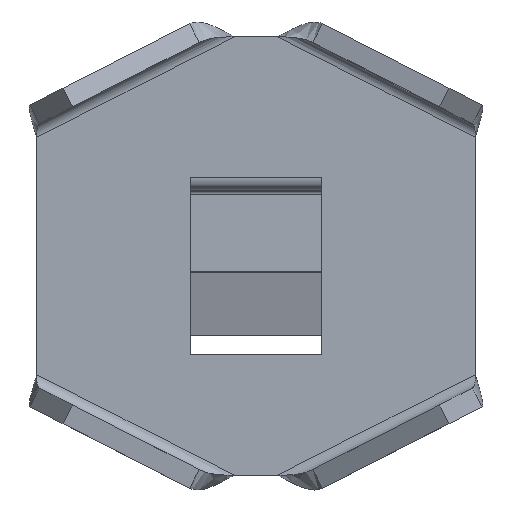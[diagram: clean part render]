
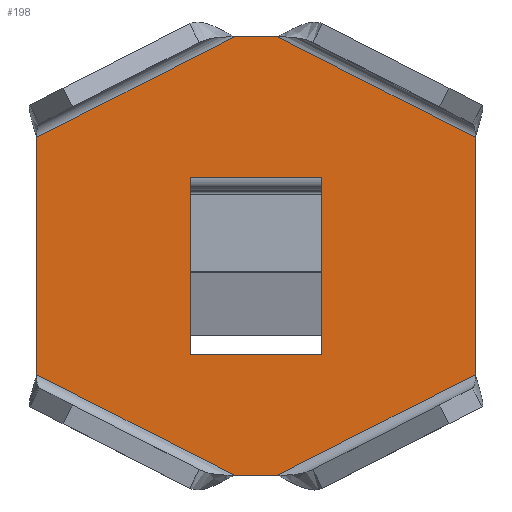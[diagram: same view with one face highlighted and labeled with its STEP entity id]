
A CAD part, top view. The second image highlights one B-rep face of the part: STEP entity #198.
In plain terms, the highlighted planar face has unit normal (0, 0, 1).
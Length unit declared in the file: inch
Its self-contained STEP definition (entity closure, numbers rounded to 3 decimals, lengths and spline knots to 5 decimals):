
#198=ADVANCED_FACE('',(#391,#392),#393,.T.);
#391=FACE_BOUND('',#715,.T.);
#392=FACE_OUTER_BOUND('',#716,.T.);
#393=PLANE('',#717);
#715=EDGE_LOOP('',(#1189,#1190,#1191,#1192));
#716=EDGE_LOOP('',(#1193,#1194,#1195,#1196,#1197,#1198,#1199,#1200));
#717=AXIS2_PLACEMENT_3D('',#1201,#1202,#1203);
#1189=ORIENTED_EDGE('',*,*,#1360,.F.);
#1190=ORIENTED_EDGE('',*,*,#1383,.F.);
#1191=ORIENTED_EDGE('',*,*,#1378,.F.);
#1192=ORIENTED_EDGE('',*,*,#1420,.F.);
#1193=ORIENTED_EDGE('',*,*,#1385,.T.);
#1194=ORIENTED_EDGE('',*,*,#1403,.F.);
#1195=ORIENTED_EDGE('',*,*,#1256,.T.);
#1196=ORIENTED_EDGE('',*,*,#1405,.F.);
#1197=ORIENTED_EDGE('',*,*,#1231,.T.);
#1198=ORIENTED_EDGE('',*,*,#1296,.F.);
#1199=ORIENTED_EDGE('',*,*,#1343,.T.);
#1200=ORIENTED_EDGE('',*,*,#1286,.F.);
#1201=CARTESIAN_POINT('',(0.62499,0.62499,0.06));
#1202=DIRECTION('',(0.0,0.0,1.0));
#1203=DIRECTION('',(1.0,0.0,0.0));
#1231=EDGE_CURVE('',#1431,#1429,#1432,.T.);
#1256=EDGE_CURVE('',#1447,#1473,#1475,.T.);
#1286=EDGE_CURVE('',#1465,#1518,#1519,.T.);
#1296=EDGE_CURVE('',#1534,#1429,#1536,.T.);
#1343=EDGE_CURVE('',#1534,#1518,#1602,.T.);
#1360=EDGE_CURVE('',#1621,#1622,#1623,.T.);
#1378=EDGE_CURVE('',#1648,#1649,#1650,.T.);
#1383=EDGE_CURVE('',#1649,#1621,#1656,.T.);
#1385=EDGE_CURVE('',#1465,#1589,#1658,.T.);
#1403=EDGE_CURVE('',#1447,#1589,#1680,.T.);
#1405=EDGE_CURVE('',#1431,#1473,#1682,.T.);
#1420=EDGE_CURVE('',#1622,#1648,#1697,.T.);
#1429=VERTEX_POINT('',#1707);
#1431=VERTEX_POINT('',#1712);
#1432=LINE('',#1713,#1714);
#1447=VERTEX_POINT('',#1735);
#1465=VERTEX_POINT('',#1766);
#1473=VERTEX_POINT('',#1783);
#1475=LINE('',#1788,#1789);
#1518=VERTEX_POINT('',#1861);
#1519=LINE('',#1862,#1863);
#1534=VERTEX_POINT('',#1882);
#1536=LINE('',#1885,#1886);
#1589=VERTEX_POINT('',#1976);
#1602=LINE('',#2001,#2002);
#1621=VERTEX_POINT('',#2032);
#1622=VERTEX_POINT('',#2033);
#1623=LINE('',#2034,#2035);
#1648=VERTEX_POINT('',#2069);
#1649=VERTEX_POINT('',#2070);
#1650=LINE('',#2071,#2072);
#1656=LINE('',#2080,#2081);
#1658=LINE('',#2083,#2084);
#1680=LINE('',#2124,#2125);
#1682=LINE('',#2127,#2128);
#1697=LINE('',#2150,#2151);
#1707=CARTESIAN_POINT('',(1.24999,0.28693,0.06));
#1712=CARTESIAN_POINT('',(0.68713,0.0,0.06));
#1713=CARTESIAN_POINT('',(0.78892,0.05189,0.06));
#1714=VECTOR('',#2157,1.0);
#1735=CARTESIAN_POINT('',(0.,0.28693,0.06));
#1766=CARTESIAN_POINT('',(0.56285,1.24999,0.06));
#1783=CARTESIAN_POINT('',(0.56285,0.0,0.06));
#1788=CARTESIAN_POINT('',(0.17964,0.19535,0.06));
#1789=VECTOR('',#2175,1.0);
#1861=CARTESIAN_POINT('',(0.68713,1.24999,0.06));
#1862=CARTESIAN_POINT('',(0.0,1.24999,0.06));
#1863=VECTOR('',#2193,1.0);
#1882=CARTESIAN_POINT('',(1.24999,0.96305,0.06));
#1885=CARTESIAN_POINT('',(1.24999,1.24999,0.06));
#1886=VECTOR('',#2205,1.0);
#1976=CARTESIAN_POINT('',(0.0,0.96305,0.06));
#2001=CARTESIAN_POINT('',(1.07034,1.05463,0.06));
#2002=VECTOR('',#2237,1.0);
#2032=CARTESIAN_POINT('',(0.43736,0.84757,0.06));
#2033=CARTESIAN_POINT('',(0.43736,0.34376,0.06));
#2034=CARTESIAN_POINT('',(0.43736,0.34376,0.06));
#2035=VECTOR('',#2246,1.0);
#2069=CARTESIAN_POINT('',(0.81232,0.34376,0.06));
#2070=CARTESIAN_POINT('',(0.81232,0.84757,0.06));
#2071=CARTESIAN_POINT('',(0.81232,0.60158,0.06));
#2072=VECTOR('',#2267,1.0);
#2080=CARTESIAN_POINT('',(0.71866,0.84757,0.06));
#2081=VECTOR('',#2273,1.0);
#2083=CARTESIAN_POINT('',(0.46107,1.1981,0.06));
#2084=VECTOR('',#2274,1.0);
#2124=CARTESIAN_POINT('',(0.0,0.0,0.06));
#2125=VECTOR('',#2285,1.0);
#2127=CARTESIAN_POINT('',(1.24999,0.0,0.06));
#2128=VECTOR('',#2286,1.0);
#2150=CARTESIAN_POINT('',(0.81232,0.34376,0.06));
#2151=VECTOR('',#2294,1.0);
#2157=DIRECTION('',(0.891,0.454,0.0));
#2175=DIRECTION('',(0.891,-0.454,0.0));
#2193=DIRECTION('',(1.0,0.0,0.0));
#2205=DIRECTION('',(0.0,-1.0,0.0));
#2237=DIRECTION('',(-0.891,0.454,0.0));
#2246=DIRECTION('',(-0.0,-1.0,-0.0));
#2267=DIRECTION('',(0.0,1.0,-0.0));
#2273=DIRECTION('',(-1.0,0.0,0.0));
#2274=DIRECTION('',(-0.891,-0.454,0.0));
#2285=DIRECTION('',(0.0,1.0,0.0));
#2286=DIRECTION('',(-1.0,0.0,0.0));
#2294=DIRECTION('',(1.0,0.0,0.0));
